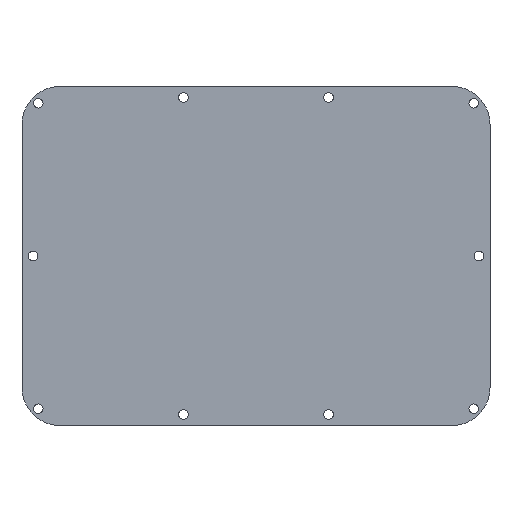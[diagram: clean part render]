
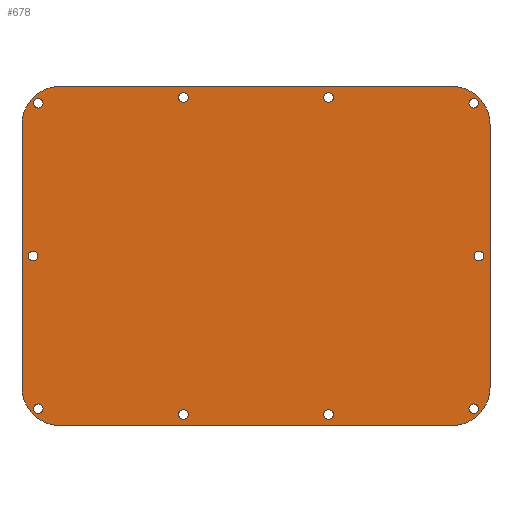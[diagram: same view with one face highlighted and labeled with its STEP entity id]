
A CAD part, front view. The second image highlights one B-rep face of the part: STEP entity #678.
In plain terms, the highlighted planar face has unit normal (0, -1, 0).
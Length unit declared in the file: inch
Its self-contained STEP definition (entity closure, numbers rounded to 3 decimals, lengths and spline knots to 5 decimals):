
#49=FACE_BOUND('',#173,.T.);
#50=FACE_BOUND('',#174,.T.);
#51=FACE_BOUND('',#175,.T.);
#52=FACE_BOUND('',#176,.T.);
#53=FACE_BOUND('',#177,.T.);
#54=FACE_BOUND('',#178,.T.);
#55=FACE_BOUND('',#179,.T.);
#56=FACE_BOUND('',#180,.T.);
#57=FACE_BOUND('',#181,.T.);
#58=FACE_BOUND('',#182,.T.);
#83=CIRCLE('',#753,0.72);
#84=CIRCLE('',#754,0.72);
#85=CIRCLE('',#755,0.72);
#86=CIRCLE('',#756,0.72);
#87=CIRCLE('',#757,0.08975);
#88=CIRCLE('',#758,0.08975);
#89=CIRCLE('',#759,0.08975);
#90=CIRCLE('',#760,0.08975);
#91=CIRCLE('',#761,0.08975);
#92=CIRCLE('',#762,0.08975);
#93=CIRCLE('',#763,0.08975);
#94=CIRCLE('',#764,0.08975);
#95=CIRCLE('',#765,0.08975);
#96=CIRCLE('',#766,0.08975);
#97=CIRCLE('',#767,0.08975);
#98=CIRCLE('',#768,0.08975);
#99=CIRCLE('',#769,0.08975);
#100=CIRCLE('',#770,0.08975);
#101=CIRCLE('',#771,0.08975);
#102=CIRCLE('',#772,0.08975);
#103=CIRCLE('',#773,0.08975);
#104=CIRCLE('',#774,0.08975);
#105=CIRCLE('',#775,0.08975);
#106=CIRCLE('',#776,0.08975);
#132=FACE_OUTER_BOUND('',#172,.T.);
#172=EDGE_LOOP('',(#503,#504,#505,#506,#507,#508,#509,#510));
#173=EDGE_LOOP('',(#511,#512));
#174=EDGE_LOOP('',(#513,#514));
#175=EDGE_LOOP('',(#515,#516));
#176=EDGE_LOOP('',(#517,#518));
#177=EDGE_LOOP('',(#519,#520));
#178=EDGE_LOOP('',(#521,#522));
#179=EDGE_LOOP('',(#523,#524));
#180=EDGE_LOOP('',(#525,#526));
#181=EDGE_LOOP('',(#527,#528));
#182=EDGE_LOOP('',(#529,#530));
#209=LINE('',#1063,#245);
#211=LINE('',#1068,#247);
#215=LINE('',#1077,#251);
#219=LINE('',#1086,#255);
#245=VECTOR('',#827,5.003);
#247=VECTOR('',#831,7.4553);
#251=VECTOR('',#837,5.003);
#255=VECTOR('',#843,7.4553);
#281=VERTEX_POINT('',#1060);
#282=VERTEX_POINT('',#1062);
#283=VERTEX_POINT('',#1066);
#284=VERTEX_POINT('',#1067);
#287=VERTEX_POINT('',#1075);
#288=VERTEX_POINT('',#1076);
#291=VERTEX_POINT('',#1084);
#292=VERTEX_POINT('',#1085);
#315=VERTEX_POINT('',#1142);
#316=VERTEX_POINT('',#1143);
#317=VERTEX_POINT('',#1146);
#318=VERTEX_POINT('',#1147);
#319=VERTEX_POINT('',#1150);
#320=VERTEX_POINT('',#1151);
#321=VERTEX_POINT('',#1154);
#322=VERTEX_POINT('',#1155);
#323=VERTEX_POINT('',#1158);
#324=VERTEX_POINT('',#1159);
#325=VERTEX_POINT('',#1162);
#326=VERTEX_POINT('',#1163);
#327=VERTEX_POINT('',#1166);
#328=VERTEX_POINT('',#1167);
#329=VERTEX_POINT('',#1170);
#330=VERTEX_POINT('',#1171);
#331=VERTEX_POINT('',#1174);
#332=VERTEX_POINT('',#1175);
#333=VERTEX_POINT('',#1178);
#334=VERTEX_POINT('',#1179);
#357=EDGE_CURVE('',#281,#282,#209,.T.);
#359=EDGE_CURVE('',#283,#284,#211,.T.);
#363=EDGE_CURVE('',#287,#288,#215,.T.);
#367=EDGE_CURVE('',#291,#292,#219,.T.);
#395=EDGE_CURVE('',#281,#292,#83,.F.);
#396=EDGE_CURVE('',#291,#288,#84,.F.);
#397=EDGE_CURVE('',#287,#284,#85,.F.);
#398=EDGE_CURVE('',#283,#282,#86,.F.);
#399=EDGE_CURVE('',#315,#316,#87,.T.);
#400=EDGE_CURVE('',#316,#315,#88,.T.);
#401=EDGE_CURVE('',#317,#318,#89,.T.);
#402=EDGE_CURVE('',#318,#317,#90,.T.);
#403=EDGE_CURVE('',#319,#320,#91,.T.);
#404=EDGE_CURVE('',#320,#319,#92,.T.);
#405=EDGE_CURVE('',#321,#322,#93,.T.);
#406=EDGE_CURVE('',#322,#321,#94,.T.);
#407=EDGE_CURVE('',#323,#324,#95,.T.);
#408=EDGE_CURVE('',#324,#323,#96,.T.);
#409=EDGE_CURVE('',#325,#326,#97,.T.);
#410=EDGE_CURVE('',#326,#325,#98,.T.);
#411=EDGE_CURVE('',#327,#328,#99,.T.);
#412=EDGE_CURVE('',#328,#327,#100,.T.);
#413=EDGE_CURVE('',#329,#330,#101,.T.);
#414=EDGE_CURVE('',#330,#329,#102,.T.);
#415=EDGE_CURVE('',#331,#332,#103,.T.);
#416=EDGE_CURVE('',#332,#331,#104,.T.);
#417=EDGE_CURVE('',#333,#334,#105,.T.);
#418=EDGE_CURVE('',#334,#333,#106,.T.);
#503=ORIENTED_EDGE('',*,*,#357,.F.);
#504=ORIENTED_EDGE('',*,*,#395,.T.);
#505=ORIENTED_EDGE('',*,*,#367,.F.);
#506=ORIENTED_EDGE('',*,*,#396,.T.);
#507=ORIENTED_EDGE('',*,*,#363,.F.);
#508=ORIENTED_EDGE('',*,*,#397,.T.);
#509=ORIENTED_EDGE('',*,*,#359,.F.);
#510=ORIENTED_EDGE('',*,*,#398,.T.);
#511=ORIENTED_EDGE('',*,*,#399,.T.);
#512=ORIENTED_EDGE('',*,*,#400,.T.);
#513=ORIENTED_EDGE('',*,*,#401,.T.);
#514=ORIENTED_EDGE('',*,*,#402,.T.);
#515=ORIENTED_EDGE('',*,*,#403,.T.);
#516=ORIENTED_EDGE('',*,*,#404,.T.);
#517=ORIENTED_EDGE('',*,*,#405,.T.);
#518=ORIENTED_EDGE('',*,*,#406,.T.);
#519=ORIENTED_EDGE('',*,*,#407,.T.);
#520=ORIENTED_EDGE('',*,*,#408,.T.);
#521=ORIENTED_EDGE('',*,*,#409,.T.);
#522=ORIENTED_EDGE('',*,*,#410,.T.);
#523=ORIENTED_EDGE('',*,*,#411,.T.);
#524=ORIENTED_EDGE('',*,*,#412,.T.);
#525=ORIENTED_EDGE('',*,*,#413,.T.);
#526=ORIENTED_EDGE('',*,*,#414,.T.);
#527=ORIENTED_EDGE('',*,*,#415,.T.);
#528=ORIENTED_EDGE('',*,*,#416,.T.);
#529=ORIENTED_EDGE('',*,*,#417,.T.);
#530=ORIENTED_EDGE('',*,*,#418,.T.);
#672=PLANE('',#752);
#678=ADVANCED_FACE('',(#132,#49,#50,#51,#52,#53,#54,#55,#56,#57,#58),#672,
 .F.);
#752=AXIS2_PLACEMENT_3D('',#1137,#897,#898);
#753=AXIS2_PLACEMENT_3D('',#1138,#899,#900);
#754=AXIS2_PLACEMENT_3D('',#1139,#901,#902);
#755=AXIS2_PLACEMENT_3D('',#1140,#903,#904);
#756=AXIS2_PLACEMENT_3D('',#1141,#905,#906);
#757=AXIS2_PLACEMENT_3D('',#1144,#907,#908);
#758=AXIS2_PLACEMENT_3D('',#1145,#909,#910);
#759=AXIS2_PLACEMENT_3D('',#1148,#911,#912);
#760=AXIS2_PLACEMENT_3D('',#1149,#913,#914);
#761=AXIS2_PLACEMENT_3D('',#1152,#915,#916);
#762=AXIS2_PLACEMENT_3D('',#1153,#917,#918);
#763=AXIS2_PLACEMENT_3D('',#1156,#919,#920);
#764=AXIS2_PLACEMENT_3D('',#1157,#921,#922);
#765=AXIS2_PLACEMENT_3D('',#1160,#923,#924);
#766=AXIS2_PLACEMENT_3D('',#1161,#925,#926);
#767=AXIS2_PLACEMENT_3D('',#1164,#927,#928);
#768=AXIS2_PLACEMENT_3D('',#1165,#929,#930);
#769=AXIS2_PLACEMENT_3D('',#1168,#931,#932);
#770=AXIS2_PLACEMENT_3D('',#1169,#933,#934);
#771=AXIS2_PLACEMENT_3D('',#1172,#935,#936);
#772=AXIS2_PLACEMENT_3D('',#1173,#937,#938);
#773=AXIS2_PLACEMENT_3D('',#1176,#939,#940);
#774=AXIS2_PLACEMENT_3D('',#1177,#941,#942);
#775=AXIS2_PLACEMENT_3D('',#1180,#943,#944);
#776=AXIS2_PLACEMENT_3D('',#1181,#945,#946);
#827=DIRECTION('',(0.,0.,1.));
#831=DIRECTION('',(1.,0.,0.));
#837=DIRECTION('',(0.,0.,-1.));
#843=DIRECTION('',(-1.,0.,0.));
#897=DIRECTION('center_axis',(0.,1.,0.));
#898=DIRECTION('ref_axis',(0.,0.,1.));
#899=DIRECTION('center_axis',(0.,1.,0.));
#900=DIRECTION('ref_axis',(0.,0.,1.));
#901=DIRECTION('center_axis',(0.,1.,0.));
#902=DIRECTION('ref_axis',(0.,0.,1.));
#903=DIRECTION('center_axis',(0.,1.,0.));
#904=DIRECTION('ref_axis',(0.,0.,1.));
#905=DIRECTION('center_axis',(0.,1.,0.));
#906=DIRECTION('ref_axis',(0.,0.,1.));
#907=DIRECTION('center_axis',(0.,1.,0.));
#908=DIRECTION('ref_axis',(0.,0.,1.));
#909=DIRECTION('center_axis',(0.,1.,0.));
#910=DIRECTION('ref_axis',(0.,0.,1.));
#911=DIRECTION('center_axis',(0.,1.,0.));
#912=DIRECTION('ref_axis',(0.,0.,1.));
#913=DIRECTION('center_axis',(0.,1.,0.));
#914=DIRECTION('ref_axis',(0.,0.,1.));
#915=DIRECTION('center_axis',(0.,1.,0.));
#916=DIRECTION('ref_axis',(0.,0.,1.));
#917=DIRECTION('center_axis',(0.,1.,0.));
#918=DIRECTION('ref_axis',(0.,0.,1.));
#919=DIRECTION('center_axis',(0.,1.,0.));
#920=DIRECTION('ref_axis',(0.,0.,1.));
#921=DIRECTION('center_axis',(0.,1.,0.));
#922=DIRECTION('ref_axis',(0.,0.,1.));
#923=DIRECTION('center_axis',(0.,1.,0.));
#924=DIRECTION('ref_axis',(0.,0.,1.));
#925=DIRECTION('center_axis',(0.,1.,0.));
#926=DIRECTION('ref_axis',(0.,0.,1.));
#927=DIRECTION('center_axis',(0.,1.,0.));
#928=DIRECTION('ref_axis',(0.,0.,1.));
#929=DIRECTION('center_axis',(0.,1.,0.));
#930=DIRECTION('ref_axis',(0.,0.,1.));
#931=DIRECTION('center_axis',(0.,1.,0.));
#932=DIRECTION('ref_axis',(0.,0.,1.));
#933=DIRECTION('center_axis',(0.,1.,0.));
#934=DIRECTION('ref_axis',(0.,0.,1.));
#935=DIRECTION('center_axis',(0.,1.,0.));
#936=DIRECTION('ref_axis',(0.,0.,1.));
#937=DIRECTION('center_axis',(0.,1.,0.));
#938=DIRECTION('ref_axis',(0.,0.,1.));
#939=DIRECTION('center_axis',(0.,1.,0.));
#940=DIRECTION('ref_axis',(0.,0.,1.));
#941=DIRECTION('center_axis',(0.,1.,0.));
#942=DIRECTION('ref_axis',(0.,0.,1.));
#943=DIRECTION('center_axis',(0.,1.,0.));
#944=DIRECTION('ref_axis',(0.,0.,1.));
#945=DIRECTION('center_axis',(0.,1.,0.));
#946=DIRECTION('ref_axis',(0.,0.,1.));
#1060=CARTESIAN_POINT('',(-4.44765,0.,-2.5015));
#1062=CARTESIAN_POINT('',(-4.44765,0.,2.5015));
#1063=CARTESIAN_POINT('',(-4.44765,0.,-2.5015));
#1066=CARTESIAN_POINT('',(-3.72765,0.,3.2215));
#1067=CARTESIAN_POINT('',(3.72765,0.,3.2215));
#1068=CARTESIAN_POINT('',(-3.72765,0.,3.2215));
#1075=CARTESIAN_POINT('',(4.44765,0.,2.5015));
#1076=CARTESIAN_POINT('',(4.44765,0.,-2.5015));
#1077=CARTESIAN_POINT('',(4.44765,0.,2.5015));
#1084=CARTESIAN_POINT('',(3.72765,0.,-3.2215));
#1085=CARTESIAN_POINT('',(-3.72765,0.,-3.2215));
#1086=CARTESIAN_POINT('',(3.72765,0.,-3.2215));
#1137=CARTESIAN_POINT('Origin',(0.,0.,0.));
#1138=CARTESIAN_POINT('Origin',(-3.72765,0.,-2.5015));
#1139=CARTESIAN_POINT('Origin',(3.72765,0.,-2.5015));
#1140=CARTESIAN_POINT('Origin',(3.72765,0.,2.5015));
#1141=CARTESIAN_POINT('Origin',(-3.72765,0.,2.5015));
#1142=CARTESIAN_POINT('',(-4.13765,0.,-2.81175));
#1143=CARTESIAN_POINT('',(-4.13765,0.,-2.99125));
#1144=CARTESIAN_POINT('Origin',(-4.13765,0.,-2.9015));
#1145=CARTESIAN_POINT('Origin',(-4.13765,0.,-2.9015));
#1146=CARTESIAN_POINT('',(-1.37965,0.,-2.92375));
#1147=CARTESIAN_POINT('',(-1.37965,0.,-3.10325));
#1148=CARTESIAN_POINT('Origin',(-1.37965,0.,-3.0135));
#1149=CARTESIAN_POINT('Origin',(-1.37965,0.,-3.0135));
#1150=CARTESIAN_POINT('',(1.37965,0.,-2.92375));
#1151=CARTESIAN_POINT('',(1.37965,0.,-3.10325));
#1152=CARTESIAN_POINT('Origin',(1.37965,0.,-3.0135));
#1153=CARTESIAN_POINT('Origin',(1.37965,0.,-3.0135));
#1154=CARTESIAN_POINT('',(4.13765,0.,-2.81175));
#1155=CARTESIAN_POINT('',(4.13765,0.,-2.99125));
#1156=CARTESIAN_POINT('Origin',(4.13765,0.,-2.9015));
#1157=CARTESIAN_POINT('Origin',(4.13765,0.,-2.9015));
#1158=CARTESIAN_POINT('',(4.23765,0.,0.08925));
#1159=CARTESIAN_POINT('',(4.23765,0.,-0.09025));
#1160=CARTESIAN_POINT('Origin',(4.23765,0.,-0.0005));
#1161=CARTESIAN_POINT('Origin',(4.23765,0.,-0.0005));
#1162=CARTESIAN_POINT('',(-4.23765,0.,0.08925));
#1163=CARTESIAN_POINT('',(-4.23765,0.,-0.09025));
#1164=CARTESIAN_POINT('Origin',(-4.23765,0.,-0.0005));
#1165=CARTESIAN_POINT('Origin',(-4.23765,0.,-0.0005));
#1166=CARTESIAN_POINT('',(-4.13765,0.,2.99125));
#1167=CARTESIAN_POINT('',(-4.13765,0.,2.81175));
#1168=CARTESIAN_POINT('Origin',(-4.13765,0.,2.9015));
#1169=CARTESIAN_POINT('Origin',(-4.13765,0.,2.9015));
#1170=CARTESIAN_POINT('',(-1.37965,0.,3.10325));
#1171=CARTESIAN_POINT('',(-1.37965,0.,2.92375));
#1172=CARTESIAN_POINT('Origin',(-1.37965,0.,3.0135));
#1173=CARTESIAN_POINT('Origin',(-1.37965,0.,3.0135));
#1174=CARTESIAN_POINT('',(1.37965,0.,3.10325));
#1175=CARTESIAN_POINT('',(1.37965,0.,2.92375));
#1176=CARTESIAN_POINT('Origin',(1.37965,0.,3.0135));
#1177=CARTESIAN_POINT('Origin',(1.37965,0.,3.0135));
#1178=CARTESIAN_POINT('',(4.13765,0.,2.99125));
#1179=CARTESIAN_POINT('',(4.13765,0.,2.81175));
#1180=CARTESIAN_POINT('Origin',(4.13765,0.,2.9015));
#1181=CARTESIAN_POINT('Origin',(4.13765,0.,2.9015));
